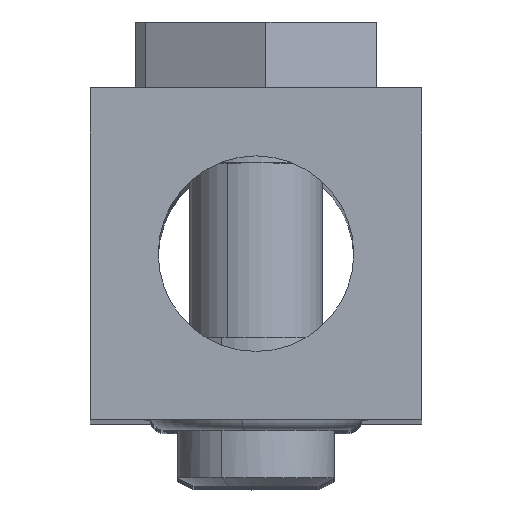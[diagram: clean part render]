
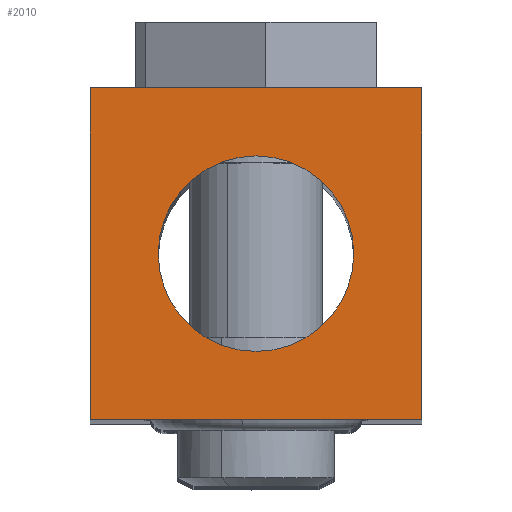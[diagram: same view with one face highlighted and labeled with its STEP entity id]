
A CAD part, top view. The second image highlights one B-rep face of the part: STEP entity #2010.
In plain terms, the highlighted planar face has unit normal (0, 0, 1).
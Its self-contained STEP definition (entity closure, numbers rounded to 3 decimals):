
#92 = DIRECTION ( 'NONE',  ( 0., -1., 0. ) ) ;
#111 = PLANE ( 'NONE',  #2845 ) ;
#416 = CARTESIAN_POINT ( 'NONE',  ( 47.138, 66.897, 92.674 ) ) ;
#503 = ORIENTED_EDGE ( 'NONE', *, *, #2729, .T. ) ;
#588 = VECTOR ( 'NONE', #2280, 1000. ) ;
#641 = ORIENTED_EDGE ( 'NONE', *, *, #1737, .F. ) ;
#730 = EDGE_CURVE ( 'NONE', #3224, #5421, #6787, .T. ) ;
#760 = VERTEX_POINT ( 'NONE', #1773 ) ;
#774 = CARTESIAN_POINT ( 'NONE',  ( 67.138, 46.897, 92.674 ) ) ;
#823 = CARTESIAN_POINT ( 'NONE',  ( 51.238, 56.897, 92.674 ) ) ;
#912 = ORIENTED_EDGE ( 'NONE', *, *, #730, .F. ) ;
#943 = LINE ( 'NONE', #1738, #588 ) ;
#1082 = ORIENTED_EDGE ( 'NONE', *, *, #1310, .F. ) ;
#1310 = EDGE_CURVE ( 'NONE', #2982, #1494, #1822, .T. ) ;
#1451 = CIRCLE ( 'NONE', #2115, 5.9 ) ;
#1494 = VERTEX_POINT ( 'NONE', #4567 ) ;
#1737 = EDGE_CURVE ( 'NONE', #3131, #3224, #943, .T. ) ;
#1738 = CARTESIAN_POINT ( 'NONE',  ( 67.138, 66.897, 92.674 ) ) ;
#1773 = CARTESIAN_POINT ( 'NONE',  ( 47.138, 46.897, 92.674 ) ) ;
#1780 = CARTESIAN_POINT ( 'NONE',  ( 67.138, 66.897, 92.674 ) ) ;
#1822 = CIRCLE ( 'NONE', #4389, 5.9 ) ;
#2010 = ADVANCED_FACE ( 'NONE', ( #6675, #4384 ), #111, .F. ) ;
#2113 = LINE ( 'NONE', #6726, #6039 ) ;
#2115 = AXIS2_PLACEMENT_3D ( 'NONE', #3974, #3914, #6038 ) ;
#2179 = EDGE_CURVE ( 'NONE', #1494, #2982, #1451, .T. ) ;
#2280 = DIRECTION ( 'NONE',  ( 1., 0., 0. ) ) ;
#2345 = ORIENTED_EDGE ( 'NONE', *, *, #2541, .T. ) ;
#2357 = CARTESIAN_POINT ( 'NONE',  ( 57.138, 56.897, 92.674 ) ) ;
#2392 = DIRECTION ( 'NONE',  ( 0., 0., 1. ) ) ;
#2424 = DIRECTION ( 'NONE',  ( 1., 0., 0. ) ) ;
#2541 = EDGE_CURVE ( 'NONE', #3131, #760, #6840, .T. ) ;
#2705 = VECTOR ( 'NONE', #3690, 1000. ) ;
#2729 = EDGE_CURVE ( 'NONE', #760, #5421, #2113, .T. ) ;
#2845 = AXIS2_PLACEMENT_3D ( 'NONE', #5061, #5113, #5439 ) ;
#2982 = VERTEX_POINT ( 'NONE', #823 ) ;
#3131 = VERTEX_POINT ( 'NONE', #6366 ) ;
#3224 = VERTEX_POINT ( 'NONE', #5156 ) ;
#3690 = DIRECTION ( 'NONE',  ( 0., -1., 0. ) ) ;
#3914 = DIRECTION ( 'NONE',  ( 0., 0., 1. ) ) ;
#3974 = CARTESIAN_POINT ( 'NONE',  ( 57.138, 56.897, 92.674 ) ) ;
#4045 = EDGE_LOOP ( 'NONE', ( #503, #912, #641, #2345 ) ) ;
#4291 = ORIENTED_EDGE ( 'NONE', *, *, #2179, .F. ) ;
#4384 = FACE_OUTER_BOUND ( 'NONE', #4045, .T. ) ;
#4389 = AXIS2_PLACEMENT_3D ( 'NONE', #2357, #2392, #2424 ) ;
#4567 = CARTESIAN_POINT ( 'NONE',  ( 63.038, 56.897, 92.674 ) ) ;
#5061 = CARTESIAN_POINT ( 'NONE',  ( 67.138, 66.897, 92.674 ) ) ;
#5113 = DIRECTION ( 'NONE',  ( 0., 0., -1. ) ) ;
#5156 = CARTESIAN_POINT ( 'NONE',  ( 67.138, 66.897, 92.674 ) ) ;
#5218 = VECTOR ( 'NONE', #92, 1000. ) ;
#5421 = VERTEX_POINT ( 'NONE', #774 ) ;
#5439 = DIRECTION ( 'NONE',  ( -1., 0., 0. ) ) ;
#5950 = EDGE_LOOP ( 'NONE', ( #4291, #1082 ) ) ;
#6038 = DIRECTION ( 'NONE',  ( 1., 0., 0. ) ) ;
#6039 = VECTOR ( 'NONE', #6754, 1000. ) ;
#6366 = CARTESIAN_POINT ( 'NONE',  ( 47.138, 66.897, 92.674 ) ) ;
#6675 = FACE_BOUND ( 'NONE', #5950, .T. ) ;
#6726 = CARTESIAN_POINT ( 'NONE',  ( 67.138, 46.897, 92.674 ) ) ;
#6754 = DIRECTION ( 'NONE',  ( 1., 0., 0. ) ) ;
#6787 = LINE ( 'NONE', #1780, #5218 ) ;
#6840 = LINE ( 'NONE', #416, #2705 ) ;
